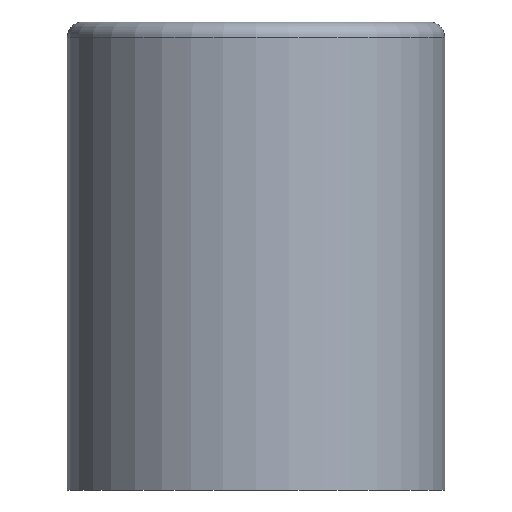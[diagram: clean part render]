
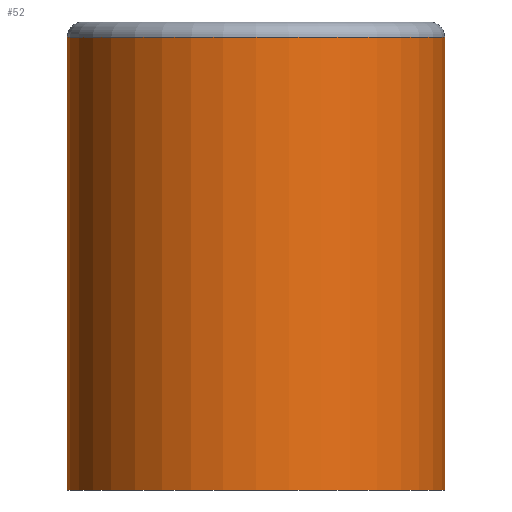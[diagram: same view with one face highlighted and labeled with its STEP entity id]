
A CAD part, front view. The second image highlights one B-rep face of the part: STEP entity #52.
In plain terms, the highlighted cylindrical face has radius 12.5 mm (diameter 25 mm), a full revolution.
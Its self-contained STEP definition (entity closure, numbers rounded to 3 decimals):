
#17=LINE('',#111,#18);
#18=VECTOR('',#95,12.5);
#19=CYLINDRICAL_SURFACE('',#79,12.5);
#21=FACE_OUTER_BOUND('',#25,.T.);
#25=EDGE_LOOP('',(#44,#45,#46,#47));
#30=CIRCLE('',#78,12.5);
#31=CIRCLE('',#80,12.5);
#33=VERTEX_POINT('',#106);
#34=VERTEX_POINT('',#110);
#37=EDGE_CURVE('',#33,#33,#30,.T.);
#38=EDGE_CURVE('',#33,#34,#17,.T.);
#39=EDGE_CURVE('',#34,#34,#31,.T.);
#44=ORIENTED_EDGE('',*,*,#37,.F.);
#45=ORIENTED_EDGE('',*,*,#38,.T.);
#46=ORIENTED_EDGE('',*,*,#39,.T.);
#47=ORIENTED_EDGE('',*,*,#38,.F.);
#52=ADVANCED_FACE('',(#21),#19,.T.);
#78=AXIS2_PLACEMENT_3D('',#108,#91,#92);
#79=AXIS2_PLACEMENT_3D('',#109,#93,#94);
#80=AXIS2_PLACEMENT_3D('',#112,#96,#97);
#91=DIRECTION('center_axis',(0.,0.,1.));
#92=DIRECTION('ref_axis',(1.,0.,0.));
#93=DIRECTION('center_axis',(0.,0.,1.));
#94=DIRECTION('ref_axis',(1.,0.,0.));
#95=DIRECTION('',(0.,0.,-1.));
#96=DIRECTION('center_axis',(0.,0.,1.));
#97=DIRECTION('ref_axis',(1.,0.,0.));
#106=CARTESIAN_POINT('',(-12.5,0.,30.));
#108=CARTESIAN_POINT('Origin',(0.,0.,30.));
#109=CARTESIAN_POINT('Origin',(0.,0.,0.));
#110=CARTESIAN_POINT('',(-12.5,0.,0.));
#111=CARTESIAN_POINT('',(-12.5,0.,0.));
#112=CARTESIAN_POINT('Origin',(0.,0.,0.));
